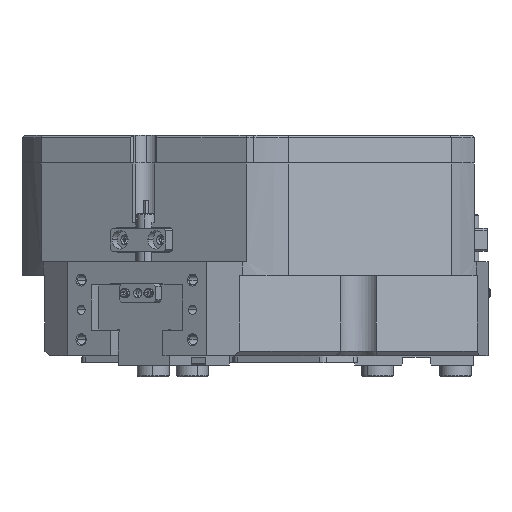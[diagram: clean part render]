
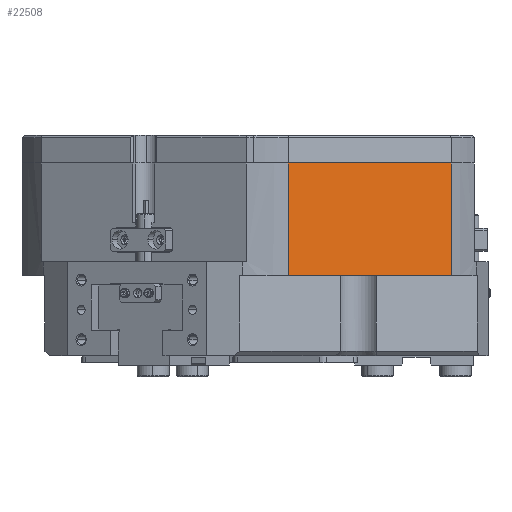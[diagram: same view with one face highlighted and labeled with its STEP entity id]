
A CAD part, front view. The second image highlights one B-rep face of the part: STEP entity #22508.
In plain terms, the highlighted planar face has unit normal (0.5, -0.866, 0).
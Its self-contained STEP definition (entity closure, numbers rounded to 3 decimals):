
#652 = VECTOR ( 'NONE', #2608, 1000. ) ;
#2608 = DIRECTION ( 'NONE',  ( -0.866, -0.5, 0. ) ) ;
#3046 = VECTOR ( 'NONE', #33846, 1000. ) ;
#4695 = EDGE_CURVE ( 'NONE', #39430, #21396, #32065, .T. ) ;
#5358 = VERTEX_POINT ( 'NONE', #38468 ) ;
#5942 = EDGE_CURVE ( 'NONE', #39430, #5358, #33582, .T. ) ;
#6533 = CARTESIAN_POINT ( 'NONE',  ( 85.996, -66.975, 84. ) ) ;
#6720 = FACE_OUTER_BOUND ( 'NONE', #7140, .T. ) ;
#7140 = EDGE_LOOP ( 'NONE', ( #32620, #42627, #40151, #16640 ) ) ;
#9247 = CARTESIAN_POINT ( 'NONE',  ( 115.452, -49.969, 35. ) ) ;
#12499 = EDGE_CURVE ( 'NONE', #21396, #21808, #33981, .T. ) ;
#12891 = LINE ( 'NONE', #29803, #43542 ) ;
#14005 = DIRECTION ( 'NONE',  ( -0.866, -0.5, 0. ) ) ;
#16327 = DIRECTION ( 'NONE',  ( 0., 0., 1. ) ) ;
#16640 = ORIENTED_EDGE ( 'NONE', *, *, #4695, .F. ) ;
#16665 = CARTESIAN_POINT ( 'NONE',  ( 85.996, -66.975, 35. ) ) ;
#20060 = EDGE_CURVE ( 'NONE', #21808, #5358, #12891, .T. ) ;
#21143 = AXIS2_PLACEMENT_3D ( 'NONE', #41502, #27333, #14005 ) ;
#21396 = VERTEX_POINT ( 'NONE', #16665 ) ;
#21808 = VERTEX_POINT ( 'NONE', #29199 ) ;
#22508 = ADVANCED_FACE ( 'NONE', ( #6720 ), #27485, .F. ) ;
#24710 = CARTESIAN_POINT ( 'NONE',  ( 85.996, -66.975, 84. ) ) ;
#27333 = DIRECTION ( 'NONE',  ( -0.5, 0.866, 0. ) ) ;
#27371 = DIRECTION ( 'NONE',  ( -0.866, -0.5, 0. ) ) ;
#27485 = PLANE ( 'NONE',  #21143 ) ;
#29199 = CARTESIAN_POINT ( 'NONE',  ( 15.004, -107.962, 35. ) ) ;
#29803 = CARTESIAN_POINT ( 'NONE',  ( 15.004, -107.962, 84. ) ) ;
#32065 = LINE ( 'NONE', #6533, #3046 ) ;
#32620 = ORIENTED_EDGE ( 'NONE', *, *, #5942, .T. ) ;
#33582 = LINE ( 'NONE', #37941, #37357 ) ;
#33846 = DIRECTION ( 'NONE',  ( 0., 0., -1. ) ) ;
#33981 = LINE ( 'NONE', #9247, #652 ) ;
#37357 = VECTOR ( 'NONE', #27371, 1000. ) ;
#37941 = CARTESIAN_POINT ( 'NONE',  ( 50.5, -87.469, 84. ) ) ;
#38468 = CARTESIAN_POINT ( 'NONE',  ( 15.004, -107.962, 84. ) ) ;
#39430 = VERTEX_POINT ( 'NONE', #24710 ) ;
#40151 = ORIENTED_EDGE ( 'NONE', *, *, #12499, .F. ) ;
#41502 = CARTESIAN_POINT ( 'NONE',  ( 115.452, -49.969, 101.144 ) ) ;
#42627 = ORIENTED_EDGE ( 'NONE', *, *, #20060, .F. ) ;
#43542 = VECTOR ( 'NONE', #16327, 1000. ) ;
